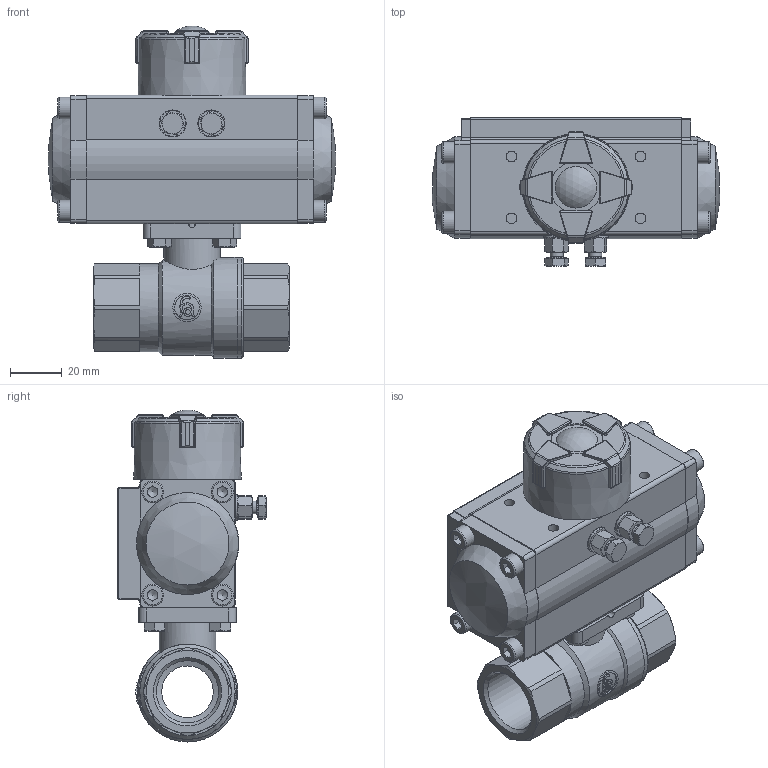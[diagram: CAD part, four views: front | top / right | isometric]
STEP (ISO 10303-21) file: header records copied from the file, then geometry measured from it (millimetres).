
FILE_DESCRIPTION(/* description */ ('Unknown'),/* implementation_level */ '2;1');
FILE_NAME(/* name */ 'PD010767-05',/* time_stamp */ '2025-01-14T10:56:30+01:00',/* author */ ('Unknown'),/* organization */ ('Unknown'),/* preprocessor_version */ 'ST-DEVELOPER v19.4',/* originating_system */ 'Solid Edge',/* authorisation */ 'Unknown');
FILE_SCHEMA (('AUTOMOTIVE_DESIGN {1 0 10303 214 3 1 1}'));
Length unit declared in the file: millimetre
Products named in the file (27): PD010767-05; 2.110.020_(767-05); LA0160#12020; OR0072#V22; SE0164#020; RO0079#06; AT0042#24; OR0072#V21; LA0020#020; LA0161#020; DIN 933 M5x16 A2-70 BLK_EDST; PD01; 32gangti; circlips for shaft--type a large gb_GB_CONNECTING_PIECE_RING_RRA 13; VT032-8 ______; plain washers-n series-grade a gb_GB_FASTENER_WASHER_PWNA 5; hex nut gradec_din_Hexagon Nut ISO 4034 - M5 - N; hex bolt gradeab_din_ISO 4014 - M5 x 25 x 16-N; socket head cap screw_din_DIN 912 M5 x 16 --- 16N; VT032-04-1; VT032_Welle; VT032-03-A 3D_; VT032-03-A 3D; Optische Anzeige; ______; ________(___________; cup head nib bolts with large head gb_GB_FASTENER_BOLT_CHNBW M6X25-N
Assembly tree (46 placements, depth 4):
  PD010767-05
    2.110.020_(767-05)
      LA0160#12020
      OR0072#V22  x2
      SE0164#020  x2
      RO0079#06
      AT0042#24
      OR0072#V21  x2
      LA0020#020
      LA0161#020
    DIN 933 M5x16 A2-70 BLK_EDST  x4
    PD01
      32gangti
      circlips for shaft--type a large gb_GB_CONNECTING_PIECE_RING_RRA 13
      VT032-8 ______
      plain washers-n series-grade a gb_GB_FASTENER_WASHER_PWNA 5  x2
      hex nut gradec_din_Hexagon Nut ISO 4034 - M5 - N  x2
      hex bolt gradeab_din_ISO 4014 - M5 x 25 x 16-N  x2
      socket head cap screw_din_DIN 912 M5 x 16 --- 16N  x8
      VT032-04-1  x2
      VT032_Welle
        VT032-03-A 3D_
        VT032-03-A 3D
      Optische Anzeige
        ______
        ________(___________  x4
        cup head nib bolts with large head gb_GB_FASTENER_BOLT_CHNBW M6X25-N
Bounding box: 111.55 x 57.5 x 128.81 mm (x, y, z)
Volume: 234068.6 mm3; surface area: 109845.2 mm2
Topology: 43 solids, 43 shells, 1421 faces, 3281 edges, 2048 vertices
Faces by surface type: plane 651, cylinder 419, cone 121, bspline 114, torus 103, sphere 13
Full cylindrical faces by diameter (mm): 1.7 x2, 1.853 x1, 2.5 x2, 3 x17, 3.242 x8, 3.3 x8, 4.134 x14, 4.2 x2, 4.5 x8, 4.66 x1, 5 x19, 5.3 x2, 5.5 x1, 6 x5, 6.2 x1, 8 x8, 8.1 x2, 8.5 x8, 8.57 x2, 9 x2, 9.53 x2, 9.611 x1, 10 x4, 10.5 x2, 10.8 x1, 11 x4, 11.02 x1, 11.1 x1, 11.2 x2, 12 x7
Entity records: 30077 total; most frequent: CARTESIAN_POINT 8105, DIRECTION 4077, ORIENTED_EDGE 3590, EDGE_CURVE 1795, AXIS2_PLACEMENT_3D 1677, FACE_BOUND 1288, EDGE_LOOP 1285, VERTEX_POINT 1277
